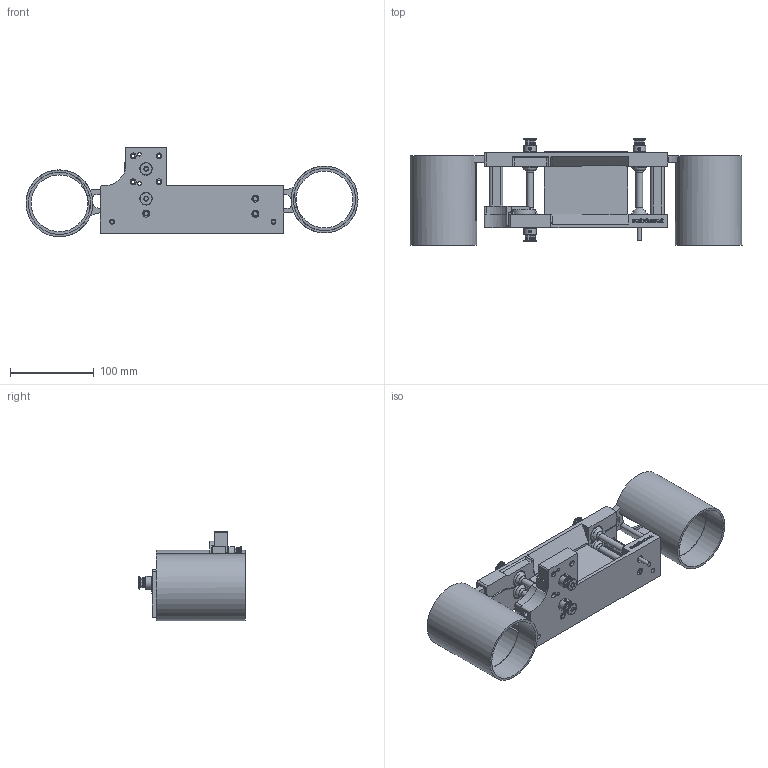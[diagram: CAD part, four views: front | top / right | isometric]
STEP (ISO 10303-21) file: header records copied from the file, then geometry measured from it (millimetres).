
FILE_DESCRIPTION(/* description */ (''),/* implementation_level */ '2;1');
FILE_NAME(/* name */ '120 Scanner.step',/* time_stamp */ '2022-08-15T09:35:28-04:00',/* author */ (''),/* organization */ (''),/* preprocessor_version */ 'ST-DEVELOPER v19',/* originating_system */ 'Autodesk Translation Framework v11.7.0.108',/* authorisation */ '');
FILE_SCHEMA (('AUTOMOTIVE_DESIGN { 1 0 10303 214 3 1 1 }'));
Length unit declared in the file: millimetre
Products named in the file (39): 120 Scanner; Film Collector; Film Collector_1; Film Collector_2; Body Idle Side; Scanner Idle Side Body; SKF_625; SKF_625_1; SKF_625_2; SKF_625_3; Body Drive Side; Scanner Drive Side Body; SKF_625_4; SKF_625_5; SKF_625_6; SKF_625_7; SKF_625_PART4; SKF_625_PART3; SKF_625_PART2; SKF_625_PART1; 28BYJ-48 Stepper; 28BYJ_48_StepperBody; 120 Plastic Spacer; 120 Plastic Spacer_1; Spacer; 120 Drive Axle; Drive Axle; 120 Drive Axle_1; Drive Axle_1; Drive Shaft; 120 Idler; Idler Axle; 120 Idler_1; Idler Axle_1; O-Ring; Idler Shaft; 2GT-6 Belt Pulley 5mm; Plate Glass; Plate Glass_1
Assembly tree (192 placements, depth 5):
  120 Scanner
    Film Collector
      Film Collector_2
    Film Collector_1
      Film Collector_2
    Body Idle Side
      Scanner Idle Side Body
        SKF_625
          SKF_625_PART4  x8
          SKF_625_PART3  x8
          SKF_625_PART2
          SKF_625_PART1
        SKF_625_1
          SKF_625_PART4  x8
          SKF_625_PART3  x8
          SKF_625_PART2
          SKF_625_PART1
        SKF_625_2
          SKF_625_PART4  x8
          SKF_625_PART3  x8
          SKF_625_PART2
          SKF_625_PART1
        SKF_625_3
          SKF_625_PART4  x8
          SKF_625_PART3  x8
          SKF_625_PART2
          SKF_625_PART1
    Body Drive Side
      Scanner Drive Side Body
        SKF_625_4
          SKF_625_PART4  x8
          SKF_625_PART3  x8
          SKF_625_PART2
          SKF_625_PART1
        SKF_625_5
          SKF_625_PART4  x8
          SKF_625_PART3  x8
          SKF_625_PART2
          SKF_625_PART1
        SKF_625_6
          SKF_625_PART4  x8
          SKF_625_PART3  x8
          SKF_625_PART2
          SKF_625_PART1
        SKF_625_7
          SKF_625_PART4  x8
          SKF_625_PART3  x8
          SKF_625_PART2
          SKF_625_PART1
      28BYJ-48 Stepper
        28BYJ_48_StepperBody
    120 Plastic Spacer
      Spacer
    120 Plastic Spacer_1
      Spacer
    120 Drive Axle
      Drive Axle
        O-Ring  x2
      Drive Shaft
    120 Drive Axle_1
Bounding box: 397.51 x 127.45 x 107.11 mm (x, y, z)
Volume: 571012.2 mm3; surface area: 262304.6 mm2
Topology: 112 solids, 112 shells, 1407 faces, 3619 edges, 2347 vertices
Faces by surface type: cylinder 570, plane 520, bspline 109, torus 96, sphere 64, cone 48
Full cylindrical faces by diameter (mm): 3 x8, 4 x4, 4.2 x2, 4.3 x2, 4.305 x4, 4.9 x2, 5 x19, 5.6 x4, 5.8 x4, 6 x1, 7.145 x4, 8 x4, 8.36 x8, 8.4 x16, 9.2 x1, 10.2 x1, 11.4 x4, 12 x16, 15 x8, 16 x16, 16.25 x8, 28 x1, 68 x2, 74.528 x2, 80 x2
Entity records: 30318 total; most frequent: CARTESIAN_POINT 8210, DIRECTION 4481, ORIENTED_EDGE 4262, EDGE_CURVE 2131, AXIS2_PLACEMENT_3D 1602, VERTEX_POINT 1397, LINE 1277, VECTOR 1277
